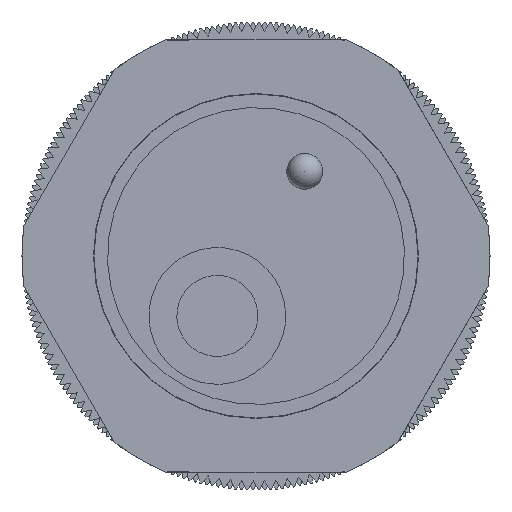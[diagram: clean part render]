
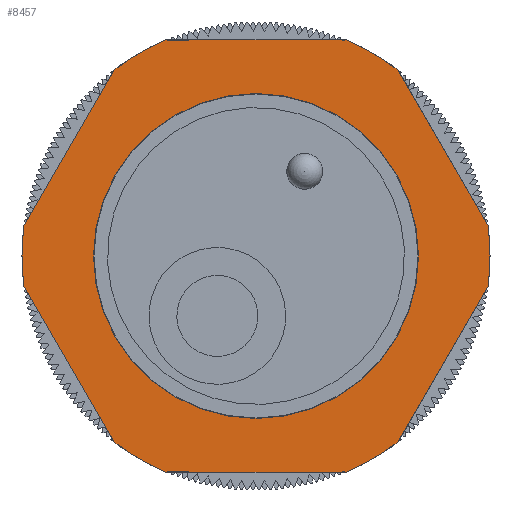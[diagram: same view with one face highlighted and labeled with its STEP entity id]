
A CAD part, front view. The second image highlights one B-rep face of the part: STEP entity #8457.
In plain terms, the highlighted face is planar.
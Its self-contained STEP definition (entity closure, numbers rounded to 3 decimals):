
#47=FACE_BOUND($,#654,.T.);
#190=FACE_OUTER_BOUND($,#653,.T.);
#653=EDGE_LOOP($,(#5627,#5628,#5629,#5630,#5631,#5632,#5633,#5634,#5635,
#5636,#5637,#5638));
#654=EDGE_LOOP($,(#5639));
#1133=CIRCLE($,#8931,13.);
#1149=CIRCLE($,#8949,13.);
#1156=CIRCLE($,#8959,13.);
#1157=CIRCLE($,#8960,13.);
#1158=CIRCLE($,#8961,13.);
#1159=CIRCLE($,#8962,13.);
#1160=CIRCLE($,#8963,9.025);
#1418=LINE($,#12206,#2415);
#1462=LINE($,#12353,#2459);
#1463=LINE($,#12357,#2460);
#1464=LINE($,#12360,#2461);
#1465=LINE($,#12362,#2462);
#1466=LINE($,#12365,#2463);
#2415=VECTOR($,#9689,10.);
#2459=VECTOR($,#9811,10.);
#2460=VECTOR($,#9814,10.);
#2461=VECTOR($,#9817,10.);
#2462=VECTOR($,#9818,10.);
#2463=VECTOR($,#9821,10.);
#3412=VERTEX_POINT($,#12203);
#3413=VERTEX_POINT($,#12205);
#3432=VERTEX_POINT($,#12252);
#3461=VERTEX_POINT($,#12315);
#3475=VERTEX_POINT($,#12349);
#3476=VERTEX_POINT($,#12350);
#3477=VERTEX_POINT($,#12352);
#3478=VERTEX_POINT($,#12354);
#3479=VERTEX_POINT($,#12356);
#3480=VERTEX_POINT($,#12358);
#3481=VERTEX_POINT($,#12361);
#3482=VERTEX_POINT($,#12363);
#3483=VERTEX_POINT($,#12366);
#4258=EDGE_CURVE($,#3412,#3413,#1418,.T.);
#4282=EDGE_CURVE($,#3412,#3432,#1133,.T.);
#4313=EDGE_CURVE($,#3461,#3413,#1149,.T.);
#4330=EDGE_CURVE($,#3475,#3476,#1156,.T.);
#4331=EDGE_CURVE($,#3476,#3477,#1462,.T.);
#4332=EDGE_CURVE($,#3477,#3478,#1157,.T.);
#4333=EDGE_CURVE($,#3478,#3479,#1463,.T.);
#4334=EDGE_CURVE($,#3480,#3479,#1158,.T.);
#4335=EDGE_CURVE($,#3461,#3480,#1464,.T.);
#4336=EDGE_CURVE($,#3432,#3481,#1465,.T.);
#4337=EDGE_CURVE($,#3481,#3482,#1159,.T.);
#4338=EDGE_CURVE($,#3482,#3475,#1466,.T.);
#4339=EDGE_CURVE($,#3483,#3483,#1160,.T.);
#5627=ORIENTED_EDGE($,*,*,#4330,.T.);
#5628=ORIENTED_EDGE($,*,*,#4331,.T.);
#5629=ORIENTED_EDGE($,*,*,#4332,.T.);
#5630=ORIENTED_EDGE($,*,*,#4333,.T.);
#5631=ORIENTED_EDGE($,*,*,#4334,.F.);
#5632=ORIENTED_EDGE($,*,*,#4335,.F.);
#5633=ORIENTED_EDGE($,*,*,#4313,.T.);
#5634=ORIENTED_EDGE($,*,*,#4258,.F.);
#5635=ORIENTED_EDGE($,*,*,#4282,.T.);
#5636=ORIENTED_EDGE($,*,*,#4336,.T.);
#5637=ORIENTED_EDGE($,*,*,#4337,.T.);
#5638=ORIENTED_EDGE($,*,*,#4338,.T.);
#5639=ORIENTED_EDGE($,*,*,#4339,.T.);
#8105=PLANE($,#8958);
#8457=ADVANCED_FACE($,(#190,#47),#8105,.T.);
#8931=AXIS2_PLACEMENT_3D($,#12254,#9728,#9729);
#8949=AXIS2_PLACEMENT_3D($,#12316,#9779,#9780);
#8958=AXIS2_PLACEMENT_3D($,#12348,#9807,#9808);
#8959=AXIS2_PLACEMENT_3D($,#12351,#9809,#9810);
#8960=AXIS2_PLACEMENT_3D($,#12355,#9812,#9813);
#8961=AXIS2_PLACEMENT_3D($,#12359,#9815,#9816);
#8962=AXIS2_PLACEMENT_3D($,#12364,#9819,#9820);
#8963=AXIS2_PLACEMENT_3D($,#12367,#9822,#9823);
#9689=DIRECTION($,(0.,0.5,-0.866));
#9728=DIRECTION('center_axis',(1.,0.,0.));
#9729=DIRECTION('ref_axis',(0.,1.,0.));
#9779=DIRECTION('center_axis',(1.,0.,0.));
#9780=DIRECTION('ref_axis',(0.,1.,0.));
#9807=DIRECTION('center_axis',(1.,0.,0.));
#9808=DIRECTION('ref_axis',(0.,1.,0.));
#9809=DIRECTION('center_axis',(1.,0.,0.));
#9810=DIRECTION('ref_axis',(0.,1.,0.));
#9811=DIRECTION($,(0.,0.5,-0.866));
#9812=DIRECTION('center_axis',(1.,0.,0.));
#9813=DIRECTION('ref_axis',(0.,1.,0.));
#9814=DIRECTION($,(0.,1.,0.));
#9815=DIRECTION('center_axis',(-1.,0.,0.));
#9816=DIRECTION('ref_axis',(0.,1.,0.));
#9817=DIRECTION($,(0.,-0.5,-0.866));
#9818=DIRECTION($,(0.,-1.,0.));
#9819=DIRECTION('center_axis',(1.,0.,0.));
#9820=DIRECTION('ref_axis',(0.,1.,0.));
#9821=DIRECTION($,(0.,-0.5,-0.866));
#9822=DIRECTION('center_axis',(-1.,0.,0.));
#9823=DIRECTION('ref_axis',(0.,1.,0.));
#12203=CARTESIAN_POINT('',(0.,7.892,10.33));
#12205=CARTESIAN_POINT('',(0.,12.892,1.67));
#12206=CARTESIAN_POINT($,(0.,13.856,0.));
#12252=CARTESIAN_POINT('',(0.,5.,12.));
#12254=CARTESIAN_POINT('Origin',(0.,0.,
0.));
#12315=CARTESIAN_POINT('',(0.,12.892,-1.67));
#12316=CARTESIAN_POINT('Origin',(0.,0.,
0.));
#12348=CARTESIAN_POINT('Origin',(0.,0.,
0.));
#12349=CARTESIAN_POINT('',(0.,-12.892,1.67));
#12350=CARTESIAN_POINT('',(0.,-12.892,-1.67));
#12351=CARTESIAN_POINT('Origin',(0.,0.,
0.));
#12352=CARTESIAN_POINT('',(0.,-7.892,-10.33));
#12353=CARTESIAN_POINT($,(0.,-12.892,-1.67));
#12354=CARTESIAN_POINT('',(0.,-5.,-12.));
#12355=CARTESIAN_POINT('Origin',(0.,0.,
0.));
#12356=CARTESIAN_POINT('',(0.,5.,-12.));
#12357=CARTESIAN_POINT($,(0.,0.,-12.));
#12358=CARTESIAN_POINT('',(0.,7.892,-10.33));
#12359=CARTESIAN_POINT('Origin',(0.,0.,
0.));
#12360=CARTESIAN_POINT($,(0.,6.928,-12.));
#12361=CARTESIAN_POINT('',(0.,-5.,12.));
#12362=CARTESIAN_POINT($,(0.,0.,12.));
#12363=CARTESIAN_POINT('',(0.,-7.892,10.33));
#12364=CARTESIAN_POINT('Origin',(0.,0.,
0.));
#12365=CARTESIAN_POINT($,(0.,-7.892,10.33));
#12366=CARTESIAN_POINT('',(0.,9.025,0.));
#12367=CARTESIAN_POINT('Origin',(0.,0.,
0.));
